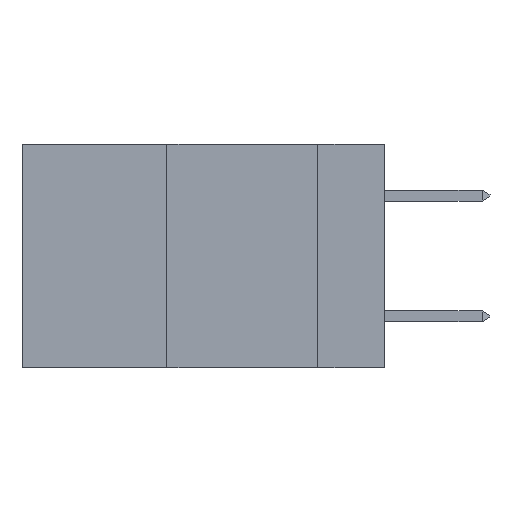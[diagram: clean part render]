
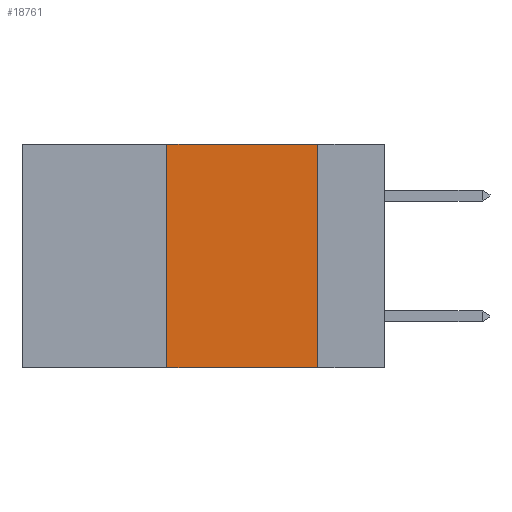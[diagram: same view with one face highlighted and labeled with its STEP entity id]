
A CAD part, left-side view. The second image highlights one B-rep face of the part: STEP entity #18761.
In plain terms, the highlighted planar face has unit normal (-1, 0, 0).
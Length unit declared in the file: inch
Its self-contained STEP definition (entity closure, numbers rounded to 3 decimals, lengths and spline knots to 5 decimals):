
#824 = DIRECTION ( 'NONE',  ( 1., 0., 0. ) ) ;
#1351 = FACE_OUTER_BOUND ( 'NONE', #13454, .T. ) ;
#1365 = DIRECTION ( 'NONE',  ( 0., -1., 0. ) ) ;
#1456 = DIRECTION ( 'NONE',  ( 0., 0., 1. ) ) ;
#2032 = CARTESIAN_POINT ( 'NONE',  ( 0., 0.6, 0. ) ) ;
#4373 = ORIENTED_EDGE ( 'NONE', *, *, #14545, .F. ) ;
#4615 = EDGE_CURVE ( 'NONE', #11227, #12821, #11451, .T. ) ;
#5476 = DIRECTION ( 'NONE',  ( 0., 0., -1. ) ) ;
#5569 = VECTOR ( 'NONE', #10069, 39.37008 ) ;
#6960 = EDGE_CURVE ( 'NONE', #11155, #12821, #10653, .T. ) ;
#7007 = PLANE ( 'NONE',  #8585 ) ;
#7307 = CARTESIAN_POINT ( 'NONE',  ( 0., 0.11, 0. ) ) ;
#8585 = AXIS2_PLACEMENT_3D ( 'NONE', #11645, #824, #5476 ) ;
#9140 = ORIENTED_EDGE ( 'NONE', *, *, #4615, .T. ) ;
#9674 = CARTESIAN_POINT ( 'NONE',  ( 0., 0.11, 0. ) ) ;
#10069 = DIRECTION ( 'NONE',  ( 0., -1., 0. ) ) ;
#10653 = LINE ( 'NONE', #7307, #12373 ) ;
#10766 = VECTOR ( 'NONE', #1365, 39.37008 ) ;
#10968 = EDGE_CURVE ( 'NONE', #11227, #14429, #17223, .T. ) ;
#11133 = VECTOR ( 'NONE', #1456, 39.37008 ) ;
#11155 = VERTEX_POINT ( 'NONE', #9674 ) ;
#11227 = VERTEX_POINT ( 'NONE', #18369 ) ;
#11451 = LINE ( 'NONE', #14750, #5569 ) ;
#11645 = CARTESIAN_POINT ( 'NONE',  ( 0., 0.6, 0. ) ) ;
#11760 = DIRECTION ( 'NONE',  ( 0., 0., -1. ) ) ;
#12373 = VECTOR ( 'NONE', #11760, 39.37008 ) ;
#12821 = VERTEX_POINT ( 'NONE', #13834 ) ;
#13454 = EDGE_LOOP ( 'NONE', ( #17595, #4373, #18084, #9140 ) ) ;
#13834 = CARTESIAN_POINT ( 'NONE',  ( 0., 0.11, -0.37 ) ) ;
#13868 = CARTESIAN_POINT ( 'NONE',  ( 0., 0.36, 0. ) ) ;
#13930 = CARTESIAN_POINT ( 'NONE',  ( 0., 0.36, 0. ) ) ;
#13971 = LINE ( 'NONE', #2032, #10766 ) ;
#14429 = VERTEX_POINT ( 'NONE', #13868 ) ;
#14545 = EDGE_CURVE ( 'NONE', #14429, #11155, #13971, .T. ) ;
#14750 = CARTESIAN_POINT ( 'NONE',  ( 0., 0.6, -0.37 ) ) ;
#17223 = LINE ( 'NONE', #13930, #11133 ) ;
#17595 = ORIENTED_EDGE ( 'NONE', *, *, #6960, .F. ) ;
#18084 = ORIENTED_EDGE ( 'NONE', *, *, #10968, .F. ) ;
#18369 = CARTESIAN_POINT ( 'NONE',  ( 0., 0.36, -0.37 ) ) ;
#18761 = ADVANCED_FACE ( 'NONE', ( #1351 ), #7007, .F. ) ;
